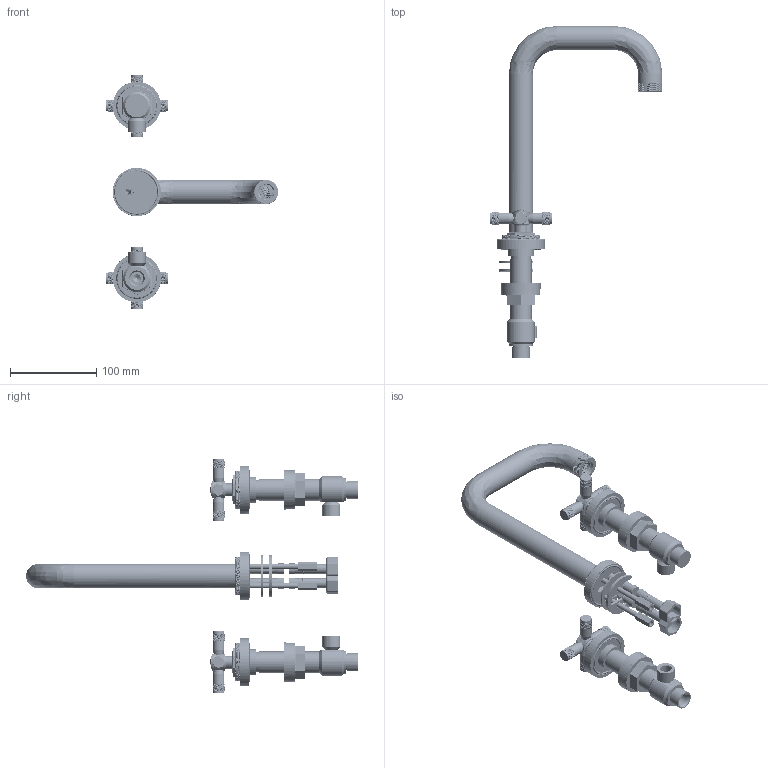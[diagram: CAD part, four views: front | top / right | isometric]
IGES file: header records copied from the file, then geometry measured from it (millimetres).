
Global section: file name: V7K16-XK-NP; native system: Autodesk Inventor 2018; preprocessor: unknown; author: aduggalther; date: 20180910.150313; units: millimetre
Bounding box: 200.12 x 384.8 x 272.23 mm (x, y, z)
Volume: 442831.8 mm3; surface area: 247674.3 mm2
Topology: 68 solids, 68 shells, 31112 faces, 67272 edges, 36451 vertices
Faces by surface type: bspline 31112
